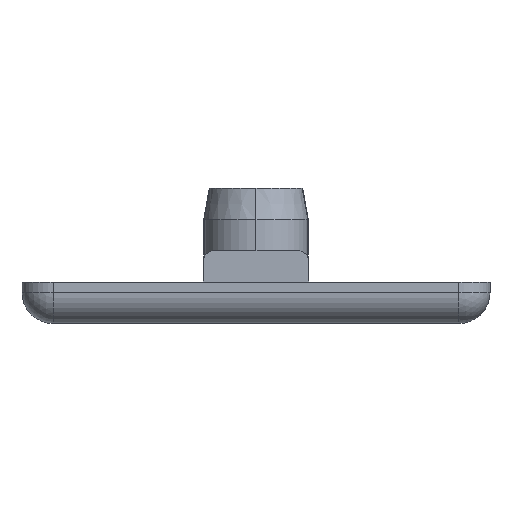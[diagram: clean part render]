
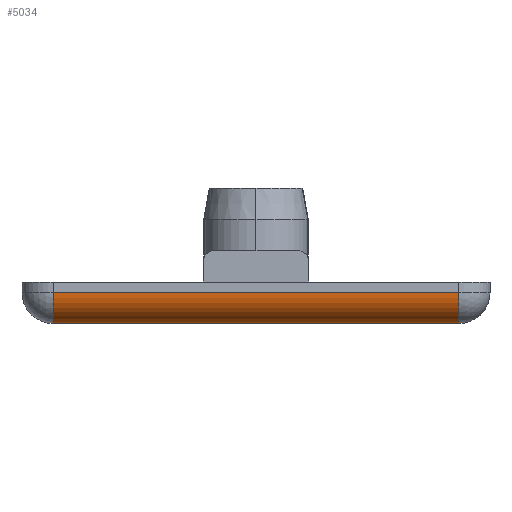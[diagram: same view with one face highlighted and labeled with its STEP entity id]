
A CAD part, left-side view. The second image highlights one B-rep face of the part: STEP entity #5034.
In plain terms, the highlighted cylindrical face has radius 3 mm (diameter 6 mm), a partial arc.
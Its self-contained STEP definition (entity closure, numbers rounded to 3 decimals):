
#1244 = PLANE('',#1245);
#1245 = AXIS2_PLACEMENT_3D('',#1246,#1247,#1248);
#1246 = CARTESIAN_POINT('',(-22.5,22.5,4.));
#1247 = DIRECTION('',(1.,0.,-0.));
#1248 = DIRECTION('',(0.,1.,0.));
#2285 = VERTEX_POINT('',#2286);
#2286 = CARTESIAN_POINT('',(-22.5,19.5,3.));
#2307 = EDGE_CURVE('',#2285,#2308,#2310,.T.);
#2308 = VERTEX_POINT('',#2309);
#2309 = CARTESIAN_POINT('',(-22.5,-19.5,3.));
#2310 = SURFACE_CURVE('',#2311,(#2315,#2322),.PCURVE_S1.);
#2311 = LINE('',#2312,#2313);
#2312 = CARTESIAN_POINT('',(-22.5,22.5,3.));
#2313 = VECTOR('',#2314,1.);
#2314 = DIRECTION('',(0.,-1.,0.));
#2315 = PCURVE('',#1244,#2316);
#2316 = DEFINITIONAL_REPRESENTATION('',(#2317),#2321);
#2317 = LINE('',#2318,#2319);
#2318 = CARTESIAN_POINT('',(0.,-1.));
#2319 = VECTOR('',#2320,1.);
#2320 = DIRECTION('',(-1.,0.));
#2321 = ( GEOMETRIC_REPRESENTATION_CONTEXT(2) 
PARAMETRIC_REPRESENTATION_CONTEXT() REPRESENTATION_CONTEXT('2D SPACE',''
  ) );
#2322 = PCURVE('',#2323,#2328);
#2323 = CYLINDRICAL_SURFACE('',#2324,3.);
#2324 = AXIS2_PLACEMENT_3D('',#2325,#2326,#2327);
#2325 = CARTESIAN_POINT('',(-19.5,22.5,3.));
#2326 = DIRECTION('',(0.,1.,-0.));
#2327 = DIRECTION('',(1.,0.,0.));
#2328 = DEFINITIONAL_REPRESENTATION('',(#2329),#2333);
#2329 = LINE('',#2330,#2331);
#2330 = CARTESIAN_POINT('',(3.142,0.));
#2331 = VECTOR('',#2332,1.);
#2332 = DIRECTION('',(0.,-1.));
#2333 = ( GEOMETRIC_REPRESENTATION_CONTEXT(2) 
PARAMETRIC_REPRESENTATION_CONTEXT() REPRESENTATION_CONTEXT('2D SPACE',''
  ) );
#2447 = PLANE('',#2448);
#2448 = AXIS2_PLACEMENT_3D('',#2449,#2450,#2451);
#2449 = CARTESIAN_POINT('',(67.5,22.5,0.));
#2450 = DIRECTION('',(-0.,0.,1.));
#2451 = DIRECTION('',(1.,0.,0.));
#2467 = VERTEX_POINT('',#2468);
#2468 = CARTESIAN_POINT('',(-19.5,-19.5,0.));
#2489 = EDGE_CURVE('',#2467,#2490,#2492,.T.);
#2490 = VERTEX_POINT('',#2491);
#2491 = CARTESIAN_POINT('',(-19.5,19.5,0.));
#2492 = SURFACE_CURVE('',#2493,(#2497,#2504),.PCURVE_S1.);
#2493 = LINE('',#2494,#2495);
#2494 = CARTESIAN_POINT('',(-19.5,22.5,0.));
#2495 = VECTOR('',#2496,1.);
#2496 = DIRECTION('',(0.,1.,-0.));
#2497 = PCURVE('',#2447,#2498);
#2498 = DEFINITIONAL_REPRESENTATION('',(#2499),#2503);
#2499 = LINE('',#2500,#2501);
#2500 = CARTESIAN_POINT('',(-87.,0.));
#2501 = VECTOR('',#2502,1.);
#2502 = DIRECTION('',(0.,1.));
#2503 = ( GEOMETRIC_REPRESENTATION_CONTEXT(2) 
PARAMETRIC_REPRESENTATION_CONTEXT() REPRESENTATION_CONTEXT('2D SPACE',''
  ) );
#2504 = PCURVE('',#2323,#2505);
#2505 = DEFINITIONAL_REPRESENTATION('',(#2506),#2510);
#2506 = LINE('',#2507,#2508);
#2507 = CARTESIAN_POINT('',(1.571,0.));
#2508 = VECTOR('',#2509,1.);
#2509 = DIRECTION('',(0.,1.));
#2510 = ( GEOMETRIC_REPRESENTATION_CONTEXT(2) 
PARAMETRIC_REPRESENTATION_CONTEXT() REPRESENTATION_CONTEXT('2D SPACE',''
  ) );
#4648 = SPHERICAL_SURFACE('',#4649,3.);
#4649 = AXIS2_PLACEMENT_3D('',#4650,#4651,#4652);
#4650 = CARTESIAN_POINT('',(-19.5,19.5,3.));
#4651 = DIRECTION('',(0.,1.,0.));
#4652 = DIRECTION('',(1.,0.,0.));
#4703 = SPHERICAL_SURFACE('',#4704,3.);
#4704 = AXIS2_PLACEMENT_3D('',#4705,#4706,#4707);
#4705 = CARTESIAN_POINT('',(-19.5,-19.5,3.));
#4706 = DIRECTION('',(0.,1.,0.));
#4707 = DIRECTION('',(1.,0.,0.));
#4985 = EDGE_CURVE('',#2285,#2490,#4986,.T.);
#4986 = SURFACE_CURVE('',#4987,(#4992,#4999),.PCURVE_S1.);
#4987 = CIRCLE('',#4988,3.);
#4988 = AXIS2_PLACEMENT_3D('',#4989,#4990,#4991);
#4989 = CARTESIAN_POINT('',(-19.5,19.5,3.));
#4990 = DIRECTION('',(0.,-1.,0.));
#4991 = DIRECTION('',(0.,0.,-1.));
#4992 = PCURVE('',#4648,#4993);
#4993 = DEFINITIONAL_REPRESENTATION('',(#4994),#4998);
#4994 = LINE('',#4995,#4996);
#4995 = CARTESIAN_POINT('',(7.854,0.));
#4996 = VECTOR('',#4997,1.);
#4997 = DIRECTION('',(-1.,0.));
#4998 = ( GEOMETRIC_REPRESENTATION_CONTEXT(2) 
PARAMETRIC_REPRESENTATION_CONTEXT() REPRESENTATION_CONTEXT('2D SPACE',''
  ) );
#4999 = PCURVE('',#2323,#5000);
#5000 = DEFINITIONAL_REPRESENTATION('',(#5001),#5005);
#5001 = LINE('',#5002,#5003);
#5002 = CARTESIAN_POINT('',(7.854,-3.));
#5003 = VECTOR('',#5004,1.);
#5004 = DIRECTION('',(-1.,0.));
#5005 = ( GEOMETRIC_REPRESENTATION_CONTEXT(2) 
PARAMETRIC_REPRESENTATION_CONTEXT() REPRESENTATION_CONTEXT('2D SPACE',''
  ) );
#5034 = ADVANCED_FACE('',(#5035),#2323,.T.);
#5035 = FACE_BOUND('',#5036,.T.);
#5036 = EDGE_LOOP('',(#5037,#5038,#5039,#5061));
#5037 = ORIENTED_EDGE('',*,*,#4985,.T.);
#5038 = ORIENTED_EDGE('',*,*,#2489,.F.);
#5039 = ORIENTED_EDGE('',*,*,#5040,.F.);
#5040 = EDGE_CURVE('',#2308,#2467,#5041,.T.);
#5041 = SURFACE_CURVE('',#5042,(#5047,#5054),.PCURVE_S1.);
#5042 = CIRCLE('',#5043,3.);
#5043 = AXIS2_PLACEMENT_3D('',#5044,#5045,#5046);
#5044 = CARTESIAN_POINT('',(-19.5,-19.5,3.));
#5045 = DIRECTION('',(0.,-1.,0.));
#5046 = DIRECTION('',(0.,0.,-1.));
#5047 = PCURVE('',#2323,#5048);
#5048 = DEFINITIONAL_REPRESENTATION('',(#5049),#5053);
#5049 = LINE('',#5050,#5051);
#5050 = CARTESIAN_POINT('',(7.854,-42.));
#5051 = VECTOR('',#5052,1.);
#5052 = DIRECTION('',(-1.,0.));
#5053 = ( GEOMETRIC_REPRESENTATION_CONTEXT(2) 
PARAMETRIC_REPRESENTATION_CONTEXT() REPRESENTATION_CONTEXT('2D SPACE',''
  ) );
#5054 = PCURVE('',#4703,#5055);
#5055 = DEFINITIONAL_REPRESENTATION('',(#5056),#5060);
#5056 = LINE('',#5057,#5058);
#5057 = CARTESIAN_POINT('',(7.854,0.));
#5058 = VECTOR('',#5059,1.);
#5059 = DIRECTION('',(-1.,0.));
#5060 = ( GEOMETRIC_REPRESENTATION_CONTEXT(2) 
PARAMETRIC_REPRESENTATION_CONTEXT() REPRESENTATION_CONTEXT('2D SPACE',''
  ) );
#5061 = ORIENTED_EDGE('',*,*,#2307,.F.);
